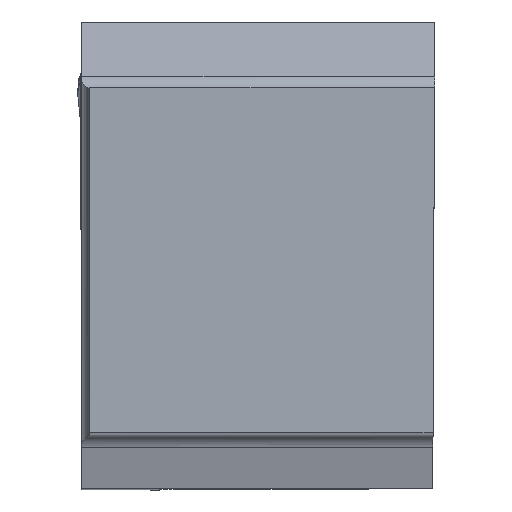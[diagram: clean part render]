
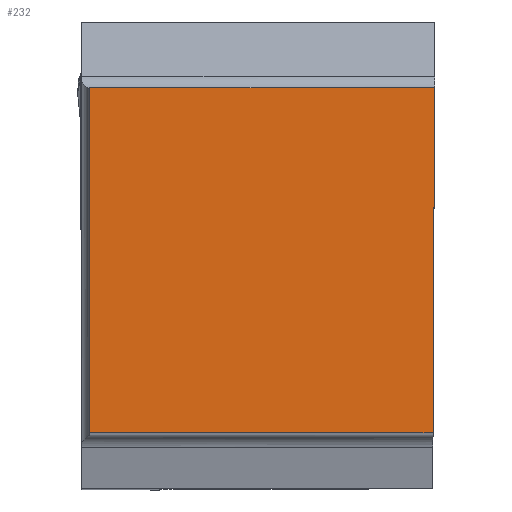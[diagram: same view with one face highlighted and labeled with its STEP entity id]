
A CAD part, top view. The second image highlights one B-rep face of the part: STEP entity #232.
In plain terms, the highlighted planar face has unit normal (0, 0, 1).
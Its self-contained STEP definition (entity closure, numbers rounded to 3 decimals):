
#232=ADVANCED_FACE('CU_BACK_SU1',(#352),#310,.F.);
#310=PLANE('',#1712);
#352=FACE_OUTER_BOUND('',#431,.T.);
#431=EDGE_LOOP('',(#579,#580,#581,#582));
#579=ORIENTED_EDGE('',*,*,#1161,.T.);
#580=ORIENTED_EDGE('',*,*,#1156,.T.);
#581=ORIENTED_EDGE('',*,*,#1162,.T.);
#582=ORIENTED_EDGE('',*,*,#1163,.F.);
#1006=VERTEX_POINT('',#2463);
#1007=VERTEX_POINT('',#2465);
#1009=VERTEX_POINT('',#2474);
#1010=VERTEX_POINT('',#2476);
#1156=EDGE_CURVE('',#1007,#1006,#1354,.T.);
#1161=EDGE_CURVE('',#1009,#1007,#1358,.T.);
#1162=EDGE_CURVE('',#1006,#1010,#1359,.T.);
#1163=EDGE_CURVE('',#1009,#1010,#1360,.T.);
#1354=LINE('',#2464,#1495);
#1358=LINE('',#2473,#1499);
#1359=LINE('',#2475,#1500);
#1360=LINE('',#2477,#1501);
#1495=VECTOR('',#1904,1.);
#1499=VECTOR('',#1914,1.);
#1500=VECTOR('',#1915,1.);
#1501=VECTOR('',#1916,1.);
#1712=AXIS2_PLACEMENT_3D('',#2478,#1917,#1918);
#1904=DIRECTION('',(0.004,1.,0.));
#1914=DIRECTION('',(1.,0.,0.));
#1915=DIRECTION('',(-1.,0.,0.));
#1916=DIRECTION('',(0.,1.,0.));
#1917=DIRECTION('',(0.,0.,-1.));
#1918=DIRECTION('',(-1.,0.,0.));
#2463=CARTESIAN_POINT('',(0.,31.85,0.));
#2464=CARTESIAN_POINT('',(0.088,51.953,0.));
#2465=CARTESIAN_POINT('',(-0.139,0.,0.));
#2473=CARTESIAN_POINT('',(23.593,0.,0.));
#2474=CARTESIAN_POINT('',(-31.85,0.,0.));
#2475=CARTESIAN_POINT('',(23.593,31.85,0.));
#2476=CARTESIAN_POINT('',(-31.85,31.85,0.));
#2477=CARTESIAN_POINT('',(-31.85,51.85,0.));
#2478=CARTESIAN_POINT('',(23.593,51.85,0.));
